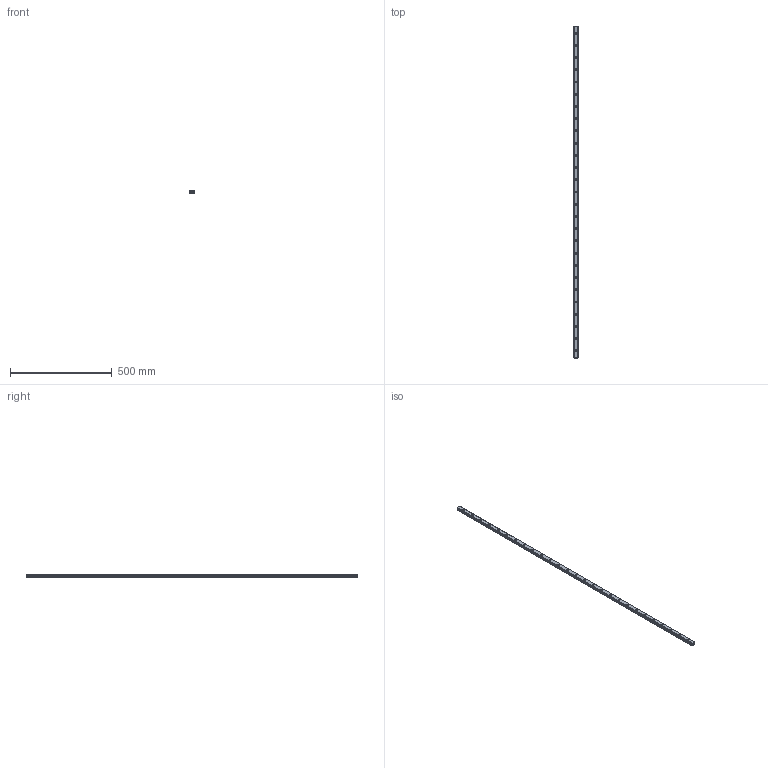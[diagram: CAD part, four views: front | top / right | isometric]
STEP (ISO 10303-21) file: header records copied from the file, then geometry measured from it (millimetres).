
FILE_DESCRIPTION(('STEP AP214'),'1');
FILE_NAME('cctmp_BC2D0AE2-AEB7-40D7-A680-9121805AC0D2_2021_02_09_11_44_41_0187..stp','2021-02-09T10:44:41',('HIWIN GmbH'),('CADClick - www.CADClick.com'),'Spatial InterOp 3D',' ','unknown authorization');
FILE_SCHEMA(('AUTOMOTIVE_DESIGN'));
Length unit declared in the file: millimetre
Products named in the file (1): EGR20R1630C_FILE
Bounding box: 20 x 1630 x 15.5 mm (x, y, z)
Volume: 437535.3 mm3; surface area: 130515.6 mm2
Topology: 1 solids, 1 shells, 427 faces, 993 edges, 626 vertices
Faces by surface type: plane 247, cylinder 180
Entity records: 15651 total; most frequent: DIRECTION 2317, CARTESIAN_POINT 2047, ORIENTED_EDGE 1986, EDGE_CURVE 993, AXIS2_PLACEMENT_3D 896, VERTEX_POINT 626, LINE 525, VECTOR 525
